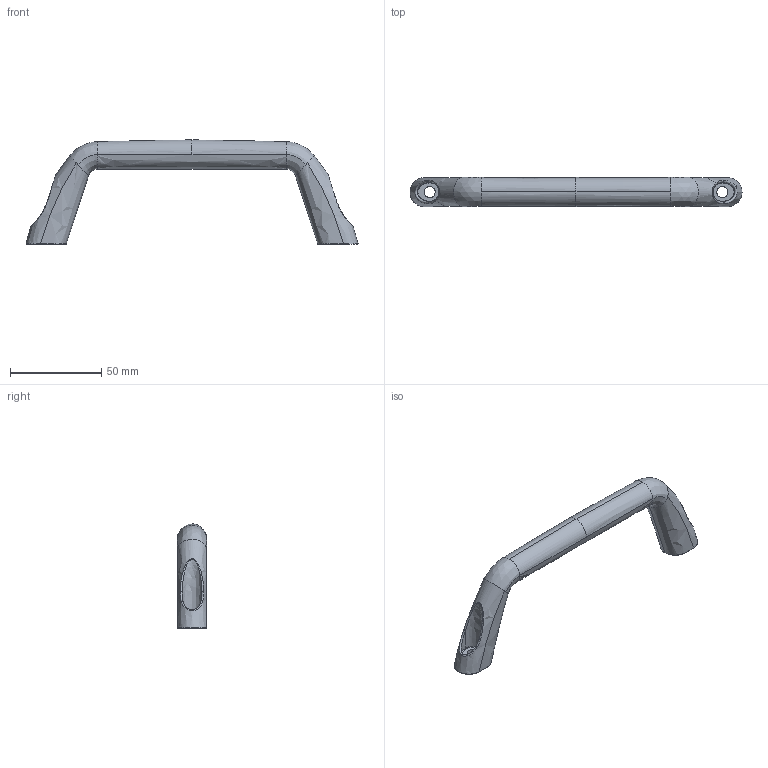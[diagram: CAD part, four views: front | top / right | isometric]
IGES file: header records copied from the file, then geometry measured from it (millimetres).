
Start section: ------------------------------------------------------------------------
Global section: file name: PC3554.19328.THA_476SUS_160_13542.igs; native system: spGate; preprocessor: ver20.6.3 (****-****-****-****); author: Unknown; organization: Unknown; date: 251223.155756; units: millimetre
Bounding box: 181.59 x 16.11 x 57 mm (x, y, z)
Volume: 43097.5 mm3; surface area: 13067.7 mm2
Topology: 1 solids, 1 shells, 52 faces, 119 edges, 73 vertices
Faces by surface type: bspline 52
